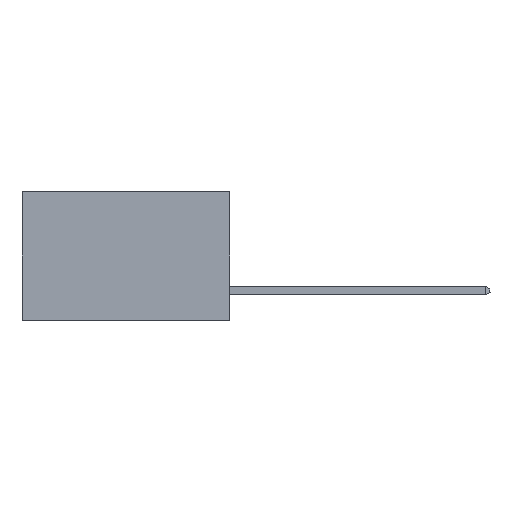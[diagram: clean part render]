
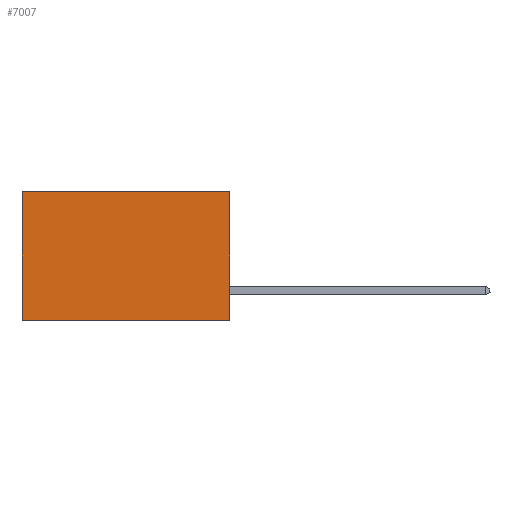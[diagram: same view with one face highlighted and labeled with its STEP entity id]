
A CAD part, left-side view. The second image highlights one B-rep face of the part: STEP entity #7007.
In plain terms, the highlighted planar face has unit normal (-1, 0, 0).
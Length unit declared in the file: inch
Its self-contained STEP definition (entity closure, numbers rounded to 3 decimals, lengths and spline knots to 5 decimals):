
#191 = DIRECTION ( 'NONE',  ( 1., 0., 0. ) ) ;
#223 = VERTEX_POINT ( 'NONE', #8176 ) ;
#1058 = CARTESIAN_POINT ( 'NONE',  ( 0.298, 0.6, 0. ) ) ;
#1346 = FACE_OUTER_BOUND ( 'NONE', #2439, .T. ) ;
#1367 = DIRECTION ( 'NONE',  ( 0., 1., 0. ) ) ;
#2171 = VECTOR ( 'NONE', #2895, 39.37008 ) ;
#2439 = EDGE_LOOP ( 'NONE', ( #13953, #18523, #8067, #7142 ) ) ;
#2895 = DIRECTION ( 'NONE',  ( 0., 0., -1. ) ) ;
#3610 = VERTEX_POINT ( 'NONE', #18266 ) ;
#4870 = LINE ( 'NONE', #1058, #2171 ) ;
#5159 = LINE ( 'NONE', #18967, #19807 ) ;
#6072 = EDGE_CURVE ( 'NONE', #223, #3610, #8569, .T. ) ;
#7007 = ADVANCED_FACE ( 'NONE', ( #1346 ), #17606, .F. ) ;
#7142 = ORIENTED_EDGE ( 'NONE', *, *, #10198, .T. ) ;
#7746 = DIRECTION ( 'NONE',  ( 0., 1., 0. ) ) ;
#8067 = ORIENTED_EDGE ( 'NONE', *, *, #6072, .F. ) ;
#8176 = CARTESIAN_POINT ( 'NONE',  ( 0.298, 0., 0. ) ) ;
#8569 = LINE ( 'NONE', #12581, #13548 ) ;
#9115 = VERTEX_POINT ( 'NONE', #11061 ) ;
#9398 = DIRECTION ( 'NONE',  ( 0., 0., -1. ) ) ;
#9765 = EDGE_CURVE ( 'NONE', #3610, #9115, #20280, .T. ) ;
#10198 = EDGE_CURVE ( 'NONE', #223, #18357, #5159, .T. ) ;
#10216 = CARTESIAN_POINT ( 'NONE',  ( 0.298, 0.6, 0. ) ) ;
#11061 = CARTESIAN_POINT ( 'NONE',  ( 0.298, 0.6, -0.37 ) ) ;
#12411 = EDGE_CURVE ( 'NONE', #18357, #9115, #4870, .T. ) ;
#12581 = CARTESIAN_POINT ( 'NONE',  ( 0.298, 0., 0. ) ) ;
#12845 = CARTESIAN_POINT ( 'NONE',  ( 0.298, 0., 0. ) ) ;
#12922 = DIRECTION ( 'NONE',  ( 0., 0., -1. ) ) ;
#12972 = AXIS2_PLACEMENT_3D ( 'NONE', #12845, #191, #12922 ) ;
#13375 = VECTOR ( 'NONE', #7746, 39.37008 ) ;
#13548 = VECTOR ( 'NONE', #9398, 39.37008 ) ;
#13953 = ORIENTED_EDGE ( 'NONE', *, *, #12411, .T. ) ;
#17269 = CARTESIAN_POINT ( 'NONE',  ( 0.298, 0., -0.37 ) ) ;
#17606 = PLANE ( 'NONE',  #12972 ) ;
#18266 = CARTESIAN_POINT ( 'NONE',  ( 0.298, 0., -0.37 ) ) ;
#18357 = VERTEX_POINT ( 'NONE', #10216 ) ;
#18523 = ORIENTED_EDGE ( 'NONE', *, *, #9765, .F. ) ;
#18967 = CARTESIAN_POINT ( 'NONE',  ( 0.298, 0., 0. ) ) ;
#19807 = VECTOR ( 'NONE', #1367, 39.37008 ) ;
#20280 = LINE ( 'NONE', #17269, #13375 ) ;
